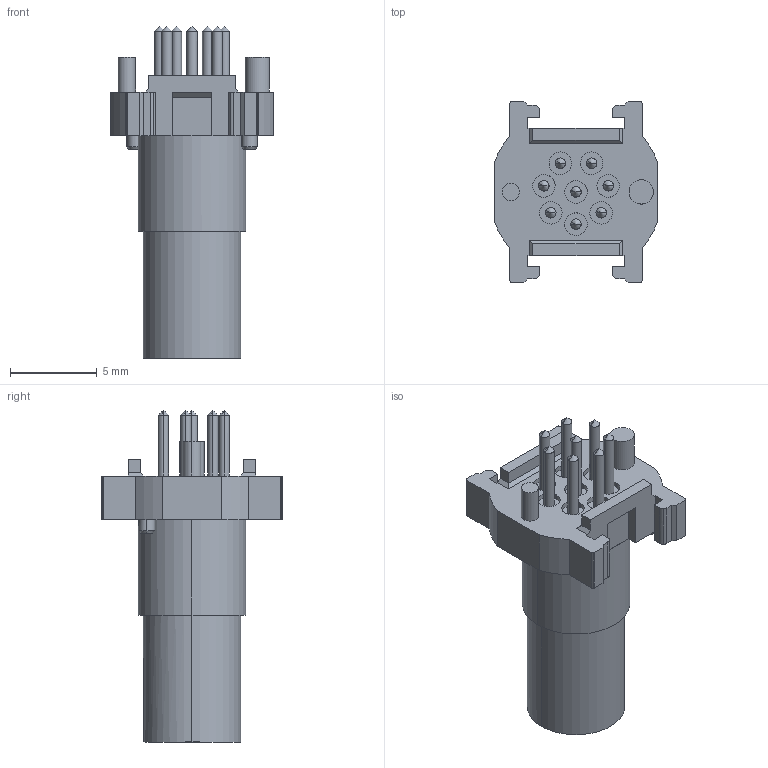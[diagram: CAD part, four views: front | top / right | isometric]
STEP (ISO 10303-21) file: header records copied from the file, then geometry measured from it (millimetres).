
FILE_DESCRIPTION(('CATIA V5R24 STEP','CAx-IF Rec.Pracs.--- Model Styling and Organization---1.2---2011-12-15'),'2;1');
FILE_NAME ('D1461941_0', '2017-05-02T13:10:42+00:00', ('Weidmueller Interface'), ('Weidmueller'), 'CATIA Version 5-6 Release 2014 SP4 HF52', 'CATIA V5 STEP AP214', 'none');
FILE_SCHEMA(('AUTOMOTIVE_DESIGN { 1 0 10303 214 1 1 1 1 }'));
Length unit declared in the file: millimetre
Products named in the file (1): 2424130000
Bounding box: 9.4 x 10.4 x 19.1 mm (x, y, z)
Volume: 535.8 mm3; surface area: 1134.8 mm2
Topology: 17 solids, 17 shells, 239 faces, 542 edges, 342 vertices
Faces by surface type: plane 106, cylinder 97, cone 36
Entity records: 6703 total; most frequent: CARTESIAN_POINT 1721, ORIENTED_EDGE 1052, DIRECTION 847, EDGE_CURVE 526, AXIS2_PLACEMENT_3D 345, VERTEX_POINT 342, VECTOR 308, LINE 308
